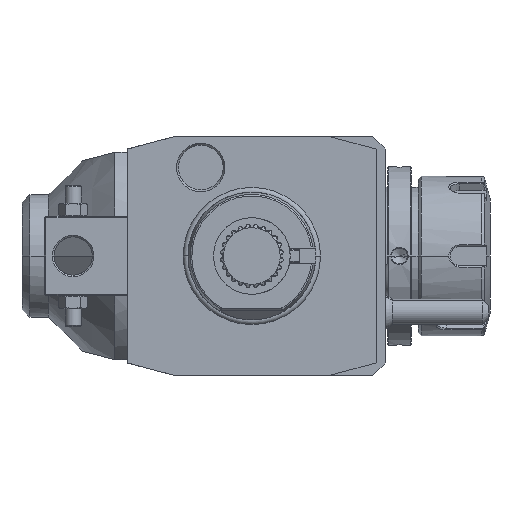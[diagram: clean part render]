
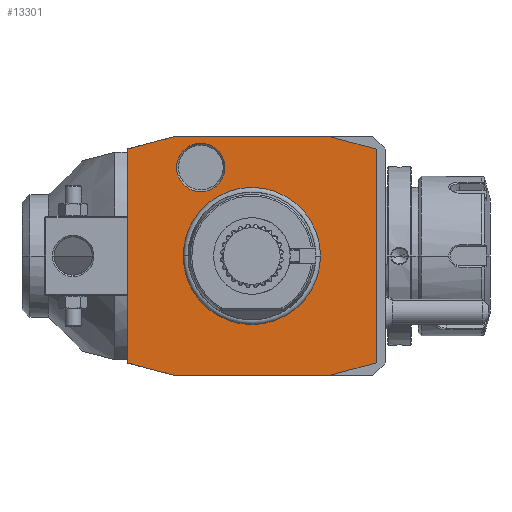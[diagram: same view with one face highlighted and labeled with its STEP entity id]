
A CAD part, front view. The second image highlights one B-rep face of the part: STEP entity #13301.
In plain terms, the highlighted planar face has unit normal (0, -1, 0).
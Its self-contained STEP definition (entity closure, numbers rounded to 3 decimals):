
#1=DIRECTION('',(0.966,0.,-0.259));
#2=VECTOR('',#1,15.529);
#3=CARTESIAN_POINT('',(-39.,0.,-33.481));
#4=LINE('',#3,#2);
#5=DIRECTION('',(0.,0.,-1.));
#6=VECTOR('',#5,66.962);
#7=CARTESIAN_POINT('',(-39.,0.,33.481));
#8=LINE('',#7,#6);
#9=DIRECTION('',(-0.966,0.,-0.259));
#10=VECTOR('',#9,15.529);
#11=CARTESIAN_POINT('',(-24.,0.,37.5));
#12=LINE('',#11,#10);
#13=DIRECTION('',(-1.,0.,0.));
#14=VECTOR('',#13,48.);
#15=CARTESIAN_POINT('',(24.,0.,37.5));
#16=LINE('',#15,#14);
#17=DIRECTION('',(-0.966,0.,0.259));
#18=VECTOR('',#17,15.529);
#19=CARTESIAN_POINT('',(39.,0.,33.481));
#20=LINE('',#19,#18);
#21=DIRECTION('',(0.,0.,1.));
#22=VECTOR('',#21,66.962);
#23=CARTESIAN_POINT('',(39.,0.,-33.481));
#24=LINE('',#23,#22);
#25=DIRECTION('',(0.966,0.,0.259));
#26=VECTOR('',#25,15.529);
#27=CARTESIAN_POINT('',(24.,0.,-37.5));
#28=LINE('',#27,#26);
#29=DIRECTION('',(1.,0.,0.));
#30=VECTOR('',#29,48.);
#31=CARTESIAN_POINT('',(-24.,0.,-37.5));
#32=LINE('',#31,#30);
#33=CARTESIAN_POINT('',(-16.,0.,27.713));
#34=DIRECTION('',(0.,1.,0.));
#35=DIRECTION('',(-1.,0.,0.));
#36=AXIS2_PLACEMENT_3D('',#33,#34,#35);
#38=CARTESIAN_POINT('',(-16.,0.,27.713));
#39=DIRECTION('',(0.,1.,0.));
#40=DIRECTION('',(1.,0.,0.));
#41=AXIS2_PLACEMENT_3D('',#38,#39,#40);
#7160=CARTESIAN_POINT('',(0.,0.,0.));
#7161=DIRECTION('',(0.,1.,0.));
#7162=DIRECTION('',(-1.,0.,0.));
#7163=AXIS2_PLACEMENT_3D('',#7160,#7161,#7162);
#7165=CARTESIAN_POINT('',(0.,0.,0.));
#7166=DIRECTION('',(0.,1.,0.));
#7167=DIRECTION('',(1.,0.,0.));
#7168=AXIS2_PLACEMENT_3D('',#7165,#7166,#7167);
#11955=CARTESIAN_POINT('',(-23.577,0.,
27.713));
#11956=CARTESIAN_POINT('',(-8.423,0.,
27.713));
#11957=VERTEX_POINT('',#11955);
#11958=VERTEX_POINT('',#11956);
#12851=CARTESIAN_POINT('',(-39.,0.,-33.481));
#12852=CARTESIAN_POINT('',(-24.,0.,-37.5));
#12853=VERTEX_POINT('',#12851);
#12854=VERTEX_POINT('',#12852);
#12855=CARTESIAN_POINT('',(24.,0.,-37.5));
#12856=VERTEX_POINT('',#12855);
#12857=CARTESIAN_POINT('',(39.,0.,-33.481));
#12858=VERTEX_POINT('',#12857);
#12859=CARTESIAN_POINT('',(39.,0.,33.481));
#12860=VERTEX_POINT('',#12859);
#12861=CARTESIAN_POINT('',(24.,0.,37.5));
#12862=VERTEX_POINT('',#12861);
#12863=CARTESIAN_POINT('',(-24.,0.,37.5));
#12864=VERTEX_POINT('',#12863);
#12865=CARTESIAN_POINT('',(-39.,0.,33.481));
#12866=VERTEX_POINT('',#12865);
#13132=CARTESIAN_POINT('',(-21.137,0.,0.));
#13133=CARTESIAN_POINT('',(21.137,0.,0.));
#13134=VERTEX_POINT('',#13132);
#13135=VERTEX_POINT('',#13133);
#13266=CARTESIAN_POINT('',(0.,0.,0.));
#13267=DIRECTION('',(0.,-1.,0.));
#13268=DIRECTION('',(-1.,0.,0.));
#13269=AXIS2_PLACEMENT_3D('',#13266,#13267,#13268);
#13270=PLANE('',#13269);
#13272=ORIENTED_EDGE('',*,*,#13271,.F.);
#13274=ORIENTED_EDGE('',*,*,#13273,.F.);
#13276=ORIENTED_EDGE('',*,*,#13275,.F.);
#13278=ORIENTED_EDGE('',*,*,#13277,.F.);
#13280=ORIENTED_EDGE('',*,*,#13279,.F.);
#13282=ORIENTED_EDGE('',*,*,#13281,.F.);
#13284=ORIENTED_EDGE('',*,*,#13283,.F.);
#13286=ORIENTED_EDGE('',*,*,#13285,.F.);
#13287=EDGE_LOOP('',(#13272,#13274,#13276,#13278,#13280,#13282,#13284,#13286));
#13288=FACE_OUTER_BOUND('',#13287,.F.);
#13290=ORIENTED_EDGE('',*,*,#13289,.F.);
#13292=ORIENTED_EDGE('',*,*,#13291,.F.);
#13293=EDGE_LOOP('',(#13290,#13292));
#13294=FACE_BOUND('',#13293,.F.);
#13296=ORIENTED_EDGE('',*,*,#13295,.F.);
#13298=ORIENTED_EDGE('',*,*,#13297,.F.);
#13299=EDGE_LOOP('',(#13296,#13298));
#13300=FACE_BOUND('',#13299,.F.);
#37=CIRCLE('',#36,7.577);
#42=CIRCLE('',#41,7.577);
#7164=CIRCLE('',#7163,21.137);
#7169=CIRCLE('',#7168,21.137);
#13271=EDGE_CURVE('',#12853,#12854,#4,.T.);
#13273=EDGE_CURVE('',#12866,#12853,#8,.T.);
#13275=EDGE_CURVE('',#12864,#12866,#12,.T.);
#13277=EDGE_CURVE('',#12862,#12864,#16,.T.);
#13279=EDGE_CURVE('',#12860,#12862,#20,.T.);
#13281=EDGE_CURVE('',#12858,#12860,#24,.T.);
#13283=EDGE_CURVE('',#12856,#12858,#28,.T.);
#13285=EDGE_CURVE('',#12854,#12856,#32,.T.);
#13289=EDGE_CURVE('',#13134,#13135,#7164,.T.);
#13291=EDGE_CURVE('',#13135,#13134,#7169,.T.);
#13295=EDGE_CURVE('',#11957,#11958,#37,.T.);
#13297=EDGE_CURVE('',#11958,#11957,#42,.T.);
#13301=ADVANCED_FACE('',(#13288,#13294,#13300),#13270,.T.);
